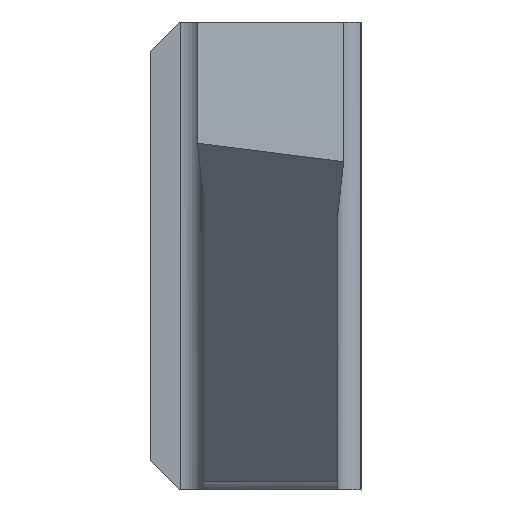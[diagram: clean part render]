
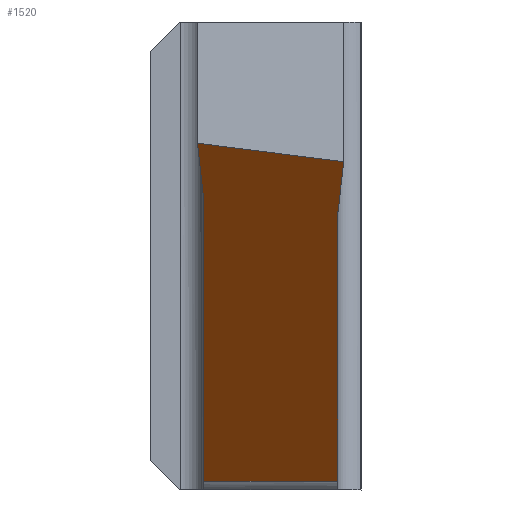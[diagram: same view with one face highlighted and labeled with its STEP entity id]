
A CAD part, front view. The second image highlights one B-rep face of the part: STEP entity #1520.
In plain terms, the highlighted planar face has unit normal (0, -0.427, -0.904).
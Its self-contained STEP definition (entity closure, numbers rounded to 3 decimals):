
#1364=CARTESIAN_POINT('',(0.8,0.,-2.072));
#1365=VERTEX_POINT('',#1364);
#1376=CARTESIAN_POINT('',(0.8,0.,-2.072));
#1377=DIRECTION('',(0.047,0.903,-0.427));
#1378=VECTOR('',#1377,2.246);
#1379=LINE('',#1376,#1378);
#1380=CARTESIAN_POINT('',(0.906,2.028,-3.031));
#1381=VERTEX_POINT('',#1380);
#1382=EDGE_CURVE('',#1365,#1381,#1379,.T.);
#1426=CARTESIAN_POINT('',(2.6,5.638,-4.737));
#1427=DIRECTION('',(0.,0.427,0.904));
#1428=DIRECTION('',(0.,-0.386,0.183));
#1429=AXIS2_PLACEMENT_3D('',#1426,#1427,#1428);
#1430=PLANE('',#1429);
#1431=CARTESIAN_POINT('',(0.906,2.028,-3.031));
#1432=DIRECTION('',(0.,0.904,-0.427));
#1433=VECTOR('',#1432,11.276);
#1434=LINE('',#1431,#1433);
#1435=CARTESIAN_POINT('',(0.906,12.223,-7.85));
#1436=VERTEX_POINT('',#1435);
#1437=EDGE_CURVE('',#1381,#1436,#1434,.T.);
#1438=ORIENTED_EDGE('Edge 1089',*,*,#1437,.T.);
#1447=ORIENTED_EDGE('Edge 129',*,*,#1382,.T.);
#1456=CARTESIAN_POINT('',(3.3,0.67,-2.389));
#1457=DIRECTION('',(-0.959,-0.257,0.121));
#1458=VECTOR('',#1457,2.607);
#1459=LINE('',#1456,#1458);
#1460=CARTESIAN_POINT('',(3.3,0.67,-2.389));
#1461=VERTEX_POINT('',#1460);
#1462=EDGE_CURVE('',#1461,#1365,#1459,.T.);
#1463=ORIENTED_EDGE('Edge 134',*,*,#1462,.T.);
#1472=CARTESIAN_POINT('',(3.194,2.641,-3.321));
#1473=DIRECTION('',(0.049,-0.903,0.427));
#1474=VECTOR('',#1473,2.183);
#1475=LINE('',#1472,#1474);
#1476=CARTESIAN_POINT('',(3.194,2.641,-3.321));
#1477=VERTEX_POINT('',#1476);
#1478=EDGE_CURVE('',#1477,#1461,#1475,.T.);
#1479=ORIENTED_EDGE('Edge 139',*,*,#1478,.T.);
#1488=CARTESIAN_POINT('',(3.194,12.223,-7.85));
#1489=DIRECTION('',(0.,-0.904,0.427));
#1490=VECTOR('',#1489,10.598);
#1491=LINE('',#1488,#1490);
#1492=CARTESIAN_POINT('',(3.194,12.223,-7.85));
#1493=VERTEX_POINT('',#1492);
#1494=EDGE_CURVE('',#1493,#1477,#1491,.T.);
#1495=ORIENTED_EDGE('Edge 1049',*,*,#1494,.T.);
#1504=CARTESIAN_POINT('',(3.194,12.223,-7.85));
#1505=DIRECTION('',(-1.,0.,0.));
#1506=VECTOR('',#1505,2.287);
#1507=LINE('',#1504,#1506);
#1508=EDGE_CURVE('',#1493,#1436,#1507,.T.);
#1509=ORIENTED_EDGE('Edge 149',*,*,#1508,.F.);
#1518=EDGE_LOOP('',(#1509,#1495,#1479,#1463,#1447,#1438));
#1519=FACE_OUTER_BOUND('Loop 150',#1518,.T.);
#1520=ADVANCED_FACE('Face 151',(#1519),#1430,.F.);
